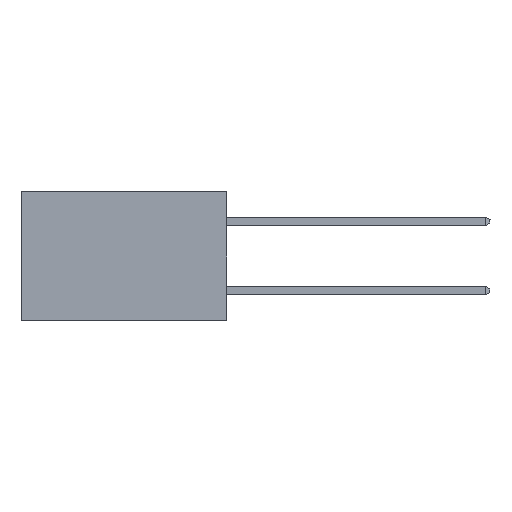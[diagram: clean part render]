
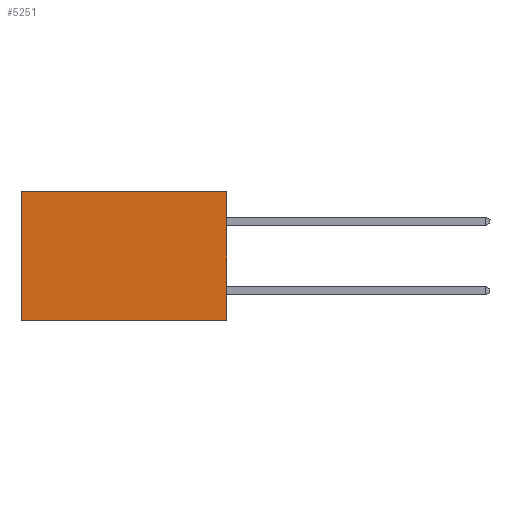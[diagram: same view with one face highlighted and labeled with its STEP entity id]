
A CAD part, left-side view. The second image highlights one B-rep face of the part: STEP entity #5251.
In plain terms, the highlighted planar face has unit normal (-1, 0, 0).
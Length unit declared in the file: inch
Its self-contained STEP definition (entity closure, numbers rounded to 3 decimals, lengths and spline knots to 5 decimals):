
#255 = CARTESIAN_POINT ( 'NONE',  ( 0.277, 0., -0.37 ) ) ;
#331 = ORIENTED_EDGE ( 'NONE', *, *, #10023, .F. ) ;
#418 = PLANE ( 'NONE',  #3877 ) ;
#1772 = VERTEX_POINT ( 'NONE', #3399 ) ;
#2544 = LINE ( 'NONE', #15176, #6083 ) ;
#3399 = CARTESIAN_POINT ( 'NONE',  ( 0.277, 0., 0. ) ) ;
#3877 = AXIS2_PLACEMENT_3D ( 'NONE', #21446, #19523, #19505 ) ;
#5251 = ADVANCED_FACE ( 'NONE', ( #10429 ), #418, .F. ) ;
#5467 = EDGE_CURVE ( 'NONE', #10795, #19286, #20119, .T. ) ;
#6083 = VECTOR ( 'NONE', #16893, 39.37008 ) ;
#7417 = ORIENTED_EDGE ( 'NONE', *, *, #5467, .T. ) ;
#9066 = DIRECTION ( 'NONE',  ( 0., 0., -1. ) ) ;
#9314 = CARTESIAN_POINT ( 'NONE',  ( 0.277, 0., -0.37 ) ) ;
#9433 = CARTESIAN_POINT ( 'NONE',  ( 0.277, 0., -0.37 ) ) ;
#9447 = LINE ( 'NONE', #9314, #17815 ) ;
#10023 = EDGE_CURVE ( 'NONE', #10608, #19286, #9447, .T. ) ;
#10295 = CARTESIAN_POINT ( 'NONE',  ( 0.277, 0.59, -0.37 ) ) ;
#10429 = FACE_OUTER_BOUND ( 'NONE', #20244, .T. ) ;
#10608 = VERTEX_POINT ( 'NONE', #9433 ) ;
#10795 = VERTEX_POINT ( 'NONE', #14861 ) ;
#10996 = DIRECTION ( 'NONE',  ( 0., 1., 0. ) ) ;
#11627 = VECTOR ( 'NONE', #9066, 39.37008 ) ;
#12348 = EDGE_CURVE ( 'NONE', #1772, #10795, #2544, .T. ) ;
#14795 = DIRECTION ( 'NONE',  ( 0., 0., -1. ) ) ;
#14861 = CARTESIAN_POINT ( 'NONE',  ( 0.277, 0.59, 0. ) ) ;
#15176 = CARTESIAN_POINT ( 'NONE',  ( 0.277, 0., 0. ) ) ;
#16062 = LINE ( 'NONE', #255, #11627 ) ;
#16301 = EDGE_CURVE ( 'NONE', #1772, #10608, #16062, .T. ) ;
#16768 = CARTESIAN_POINT ( 'NONE',  ( 0.277, 0.59, -0.37 ) ) ;
#16893 = DIRECTION ( 'NONE',  ( 0., 1., 0. ) ) ;
#17815 = VECTOR ( 'NONE', #10996, 39.37008 ) ;
#19286 = VERTEX_POINT ( 'NONE', #10295 ) ;
#19505 = DIRECTION ( 'NONE',  ( 0., 0., -1. ) ) ;
#19523 = DIRECTION ( 'NONE',  ( 1., 0., 0. ) ) ;
#19602 = VECTOR ( 'NONE', #14795, 39.37008 ) ;
#20119 = LINE ( 'NONE', #16768, #19602 ) ;
#20244 = EDGE_LOOP ( 'NONE', ( #7417, #331, #21400, #21678 ) ) ;
#21400 = ORIENTED_EDGE ( 'NONE', *, *, #16301, .F. ) ;
#21446 = CARTESIAN_POINT ( 'NONE',  ( 0.277, 0., -0.37 ) ) ;
#21678 = ORIENTED_EDGE ( 'NONE', *, *, #12348, .T. ) ;
